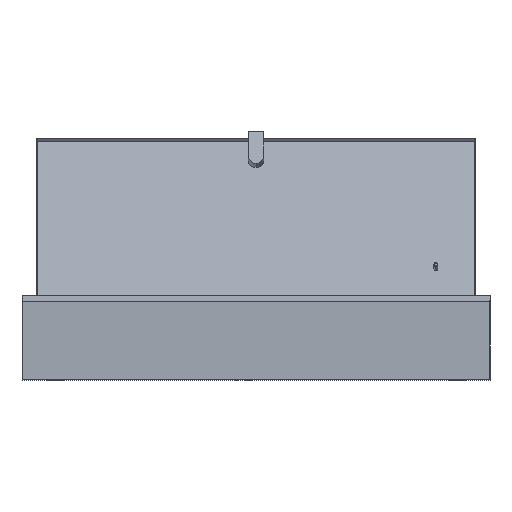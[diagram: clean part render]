
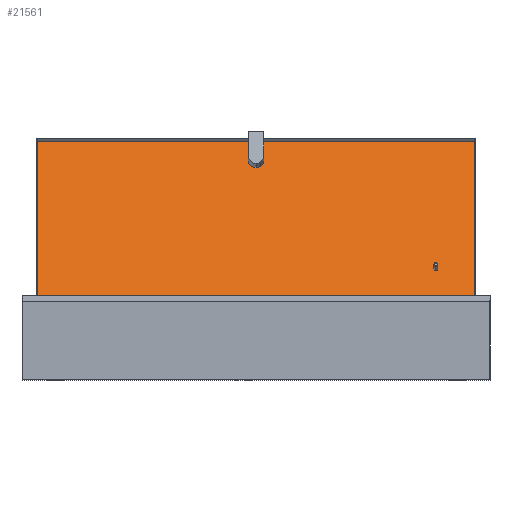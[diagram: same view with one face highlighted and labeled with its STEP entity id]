
A CAD part, left-side view. The second image highlights one B-rep face of the part: STEP entity #21561.
In plain terms, the highlighted face is planar.
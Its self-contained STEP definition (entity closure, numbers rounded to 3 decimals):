
#263 = EDGE_CURVE ( 'NONE', #18063, #12391, #2980, .T. ) ;
#941 = VECTOR ( 'NONE', #14044, 1000. ) ;
#1306 = LINE ( 'NONE', #8369, #11580 ) ;
#1368 = VERTEX_POINT ( 'NONE', #14646 ) ;
#1471 = CARTESIAN_POINT ( 'NONE',  ( 0., 332., -1. ) ) ;
#1820 = CARTESIAN_POINT ( 'NONE',  ( -102., 0., -1. ) ) ;
#2104 = DIRECTION ( 'NONE',  ( 0., 0., -1. ) ) ;
#2863 = DIRECTION ( 'NONE',  ( 0., 0., 1. ) ) ;
#2980 = CIRCLE ( 'NONE', #23808, 3. ) ;
#3215 = DIRECTION ( 'NONE',  ( 1., 0., 0. ) ) ;
#3424 = LINE ( 'NONE', #20519, #941 ) ;
#4345 = CARTESIAN_POINT ( 'NONE',  ( 70., -273., -1. ) ) ;
#4414 = CARTESIAN_POINT ( 'NONE',  ( 132., -332., -1. ) ) ;
#5151 = ORIENTED_EDGE ( 'NONE', *, *, #6315, .T. ) ;
#5700 = FACE_OUTER_BOUND ( 'NONE', #23495, .T. ) ;
#6135 = AXIS2_PLACEMENT_3D ( 'NONE', #1820, #8821, #12056 ) ;
#6315 = EDGE_CURVE ( 'NONE', #15795, #12064, #8608, .T. ) ;
#6948 = FACE_BOUND ( 'NONE', #20407, .T. ) ;
#7108 = VERTEX_POINT ( 'NONE', #4414 ) ;
#7268 = LINE ( 'NONE', #1471, #24836 ) ;
#7390 = EDGE_CURVE ( 'NONE', #1368, #7108, #18795, .T. ) ;
#8039 = DIRECTION ( 'NONE',  ( 0., 0., -1. ) ) ;
#8152 = DIRECTION ( 'NONE',  ( 1., 0., 0. ) ) ;
#8369 = CARTESIAN_POINT ( 'NONE',  ( 132., 0., -1. ) ) ;
#8511 = CARTESIAN_POINT ( 'NONE',  ( -90.5, 0., -1. ) ) ;
#8546 = FACE_BOUND ( 'NONE', #14789, .T. ) ;
#8608 = CIRCLE ( 'NONE', #18793, 11.5 ) ;
#8821 = DIRECTION ( 'NONE',  ( 0., 0., 1. ) ) ;
#8853 = AXIS2_PLACEMENT_3D ( 'NONE', #23227, #13402, #8152 ) ;
#9113 = DIRECTION ( 'NONE',  ( 1., 0., 0. ) ) ;
#9782 = EDGE_CURVE ( 'NONE', #12064, #15795, #25028, .T. ) ;
#10713 = CARTESIAN_POINT ( 'NONE',  ( 132., 332., -1. ) ) ;
#11230 = EDGE_CURVE ( 'NONE', #12391, #18063, #13250, .T. ) ;
#11474 = ORIENTED_EDGE ( 'NONE', *, *, #19990, .F. ) ;
#11514 = VECTOR ( 'NONE', #3215, 1000. ) ;
#11580 = VECTOR ( 'NONE', #17378, 1000. ) ;
#11904 = VERTEX_POINT ( 'NONE', #22110 ) ;
#12056 = DIRECTION ( 'NONE',  ( 1., 0., 0. ) ) ;
#12064 = VERTEX_POINT ( 'NONE', #25103 ) ;
#12125 = DIRECTION ( 'NONE',  ( -1., 0., 0. ) ) ;
#12368 = CARTESIAN_POINT ( 'NONE',  ( 73., -273., -1. ) ) ;
#12391 = VERTEX_POINT ( 'NONE', #4345 ) ;
#13250 = CIRCLE ( 'NONE', #14190, 3. ) ;
#13402 = DIRECTION ( 'NONE',  ( 0., 0., 1. ) ) ;
#13984 = ORIENTED_EDGE ( 'NONE', *, *, #9782, .T. ) ;
#14044 = DIRECTION ( 'NONE',  ( 0., -1., 0. ) ) ;
#14120 = DIRECTION ( 'NONE',  ( 1., 0., 0. ) ) ;
#14190 = AXIS2_PLACEMENT_3D ( 'NONE', #24382, #8039, #14120 ) ;
#14646 = CARTESIAN_POINT ( 'NONE',  ( -132., -332., -1. ) ) ;
#14789 = EDGE_LOOP ( 'NONE', ( #5151, #13984 ) ) ;
#15795 = VERTEX_POINT ( 'NONE', #8511 ) ;
#16827 = CARTESIAN_POINT ( 'NONE',  ( -102., 0., -1. ) ) ;
#17310 = ORIENTED_EDGE ( 'NONE', *, *, #11230, .F. ) ;
#17378 = DIRECTION ( 'NONE',  ( 0., 1., 0. ) ) ;
#17395 = ORIENTED_EDGE ( 'NONE', *, *, #7390, .F. ) ;
#18059 = DIRECTION ( 'NONE',  ( 1., 0., 0. ) ) ;
#18063 = VERTEX_POINT ( 'NONE', #21981 ) ;
#18621 = EDGE_CURVE ( 'NONE', #7108, #19822, #1306, .T. ) ;
#18793 = AXIS2_PLACEMENT_3D ( 'NONE', #16827, #2863, #18059 ) ;
#18795 = LINE ( 'NONE', #19565, #11514 ) ;
#19565 = CARTESIAN_POINT ( 'NONE',  ( 0., -332., -1. ) ) ;
#19822 = VERTEX_POINT ( 'NONE', #10713 ) ;
#19990 = EDGE_CURVE ( 'NONE', #11904, #1368, #3424, .T. ) ;
#20407 = EDGE_LOOP ( 'NONE', ( #22529, #17310 ) ) ;
#20519 = CARTESIAN_POINT ( 'NONE',  ( -132., 0., -1. ) ) ;
#21186 = PLANE ( 'NONE',  #8853 ) ;
#21561 = ADVANCED_FACE ( 'NONE', ( #8546, #5700, #6948 ), #21186, .F. ) ;
#21981 = CARTESIAN_POINT ( 'NONE',  ( 76., -273., -1. ) ) ;
#22110 = CARTESIAN_POINT ( 'NONE',  ( -132., 332., -1. ) ) ;
#22529 = ORIENTED_EDGE ( 'NONE', *, *, #263, .F. ) ;
#23227 = CARTESIAN_POINT ( 'NONE',  ( 0., 0., -1. ) ) ;
#23267 = ORIENTED_EDGE ( 'NONE', *, *, #18621, .F. ) ;
#23296 = ORIENTED_EDGE ( 'NONE', *, *, #24952, .F. ) ;
#23495 = EDGE_LOOP ( 'NONE', ( #11474, #23296, #23267, #17395 ) ) ;
#23808 = AXIS2_PLACEMENT_3D ( 'NONE', #12368, #2104, #9113 ) ;
#24382 = CARTESIAN_POINT ( 'NONE',  ( 73., -273., -1. ) ) ;
#24836 = VECTOR ( 'NONE', #12125, 1000. ) ;
#24952 = EDGE_CURVE ( 'NONE', #19822, #11904, #7268, .T. ) ;
#25028 = CIRCLE ( 'NONE', #6135, 11.5 ) ;
#25103 = CARTESIAN_POINT ( 'NONE',  ( -113.5, 0., -1. ) ) ;
